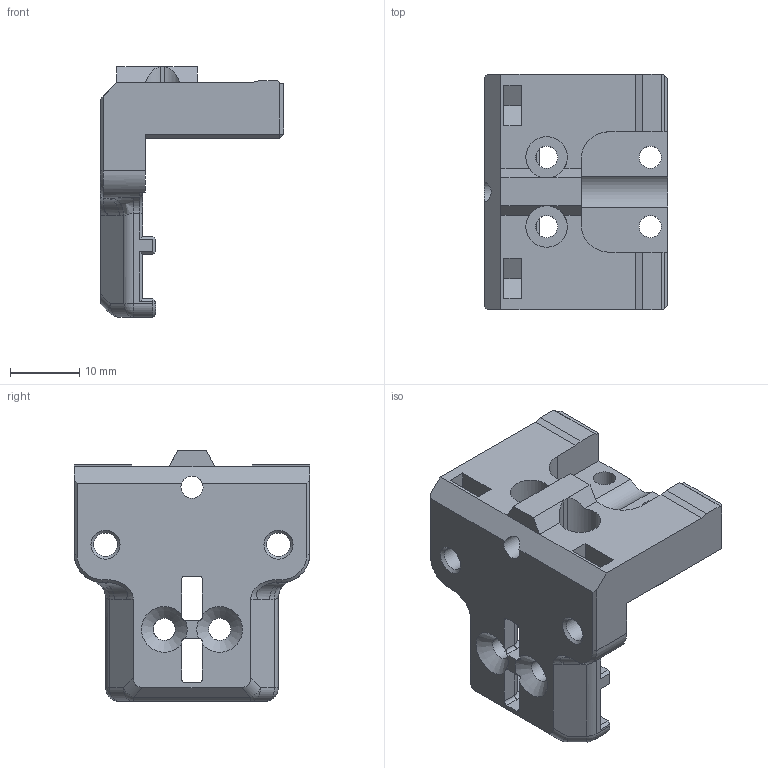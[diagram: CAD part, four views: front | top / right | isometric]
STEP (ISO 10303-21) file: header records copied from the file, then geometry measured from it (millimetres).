
FILE_DESCRIPTION(/* description */ (''),/* implementation_level */ '2;1');
FILE_NAME(/* name */ 'X Carriage.step',/* time_stamp */ '2023-03-23T15:29:53-08:00',/* author */ (''),/* organization */ (''),/* preprocessor_version */ 'ST-DEVELOPER v19.2',/* originating_system */ 'Autodesk Translation Framework v11.17.0.187',/* authorisation */ '');
FILE_SCHEMA (('AUTOMOTIVE_DESIGN { 1 0 10303 214 3 1 1 }'));
Length unit declared in the file: millimetre
Products named in the file (1): X Carriage
Bounding box: 26.5 x 34 x 36.25 mm (x, y, z)
Volume: 8373.8 mm3; surface area: 5851.4 mm2
Topology: 1 solids, 1 shells, 258 faces, 710 edges, 444 vertices
Faces by surface type: plane 175, cylinder 51, cone 14, torus 8, bspline 6, sphere 4
Full cylindrical faces by diameter (mm): 3.2 x7, 3.4 x4, 4.7 x2
Entity records: 8609 total; most frequent: CARTESIAN_POINT 1956, ORIENTED_EDGE 1412, DIRECTION 1350, EDGE_CURVE 706, LINE 516, VECTOR 516, VERTEX_POINT 444, AXIS2_PLACEMENT_3D 417
